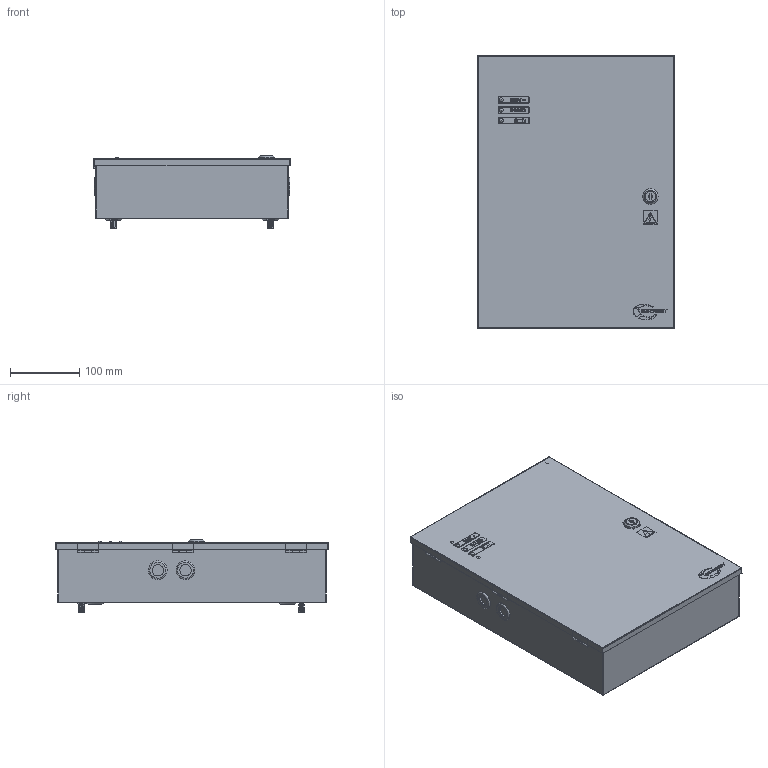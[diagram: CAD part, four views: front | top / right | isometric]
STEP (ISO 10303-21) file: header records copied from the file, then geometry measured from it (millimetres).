
FILE_DESCRIPTION (( 'STEP AP214' ), '1' );
FILE_NAME ('AD24025R.STEP', '2021-08-02T11:51:30', ( '' ), ( '' ), 'SwSTEP 2.0', 'SolidWorks 2020', '' );
FILE_SCHEMA (( 'AUTOMOTIVE_DESIGN' ));
Length unit declared in the file: millimetre
Products named in the file (22): Parte 4 Deviatore a Rotella Panasonic AM5; BOITIER AD24025R_AD24025R; CAM LOCK XL; Parte 1 Deviatore a Rotella Panasonic AM5; PCB LEDS; Mascon2; 1751400BIS_2ANG; Parte 2 Deviatore a Rotella Panasonic AM5; r6513-00_paroi 0.8mm; EP0180-LED 5MM_VERT; HB-9500_5P; 1751400BIS_1ANG; ELEC AD1205R_AD1205R; ISO 7045 - M3 x 6 - Z --- 6S_ISO 7045 - M3 x 6 - Z --- 6S; CAPOT DE PROTECTION ADCCTV1205-08; ELEC ADCCTV1205-08; EP0180-LED 5MM_ORANGE; 1751400BIS; AD24025R; User Library-20mm diameter panel hole grommet; Parte 3 Deviatore a Rotella Panasonic AM5; Deviatore a Rotella Panasonic AM5_LIBRE
Assembly tree (31 placements, depth 4):
  AD24025R
    BOITIER AD24025R_AD24025R
    ELEC AD1205R_AD1205R
      ELEC ADCCTV1205-08
      CAPOT DE PROTECTION ADCCTV1205-08
      HB-9500_5P
      Mascon2
      ISO 7045 - M3 x 6 - Z --- 6S_ISO 7045 - M3 x 6 - Z --- 6S  x2
      1751400BIS
        1751400BIS_2ANG
        1751400BIS_1ANG
    Deviatore a Rotella Panasonic AM5_LIBRE
      Parte 1 Deviatore a Rotella Panasonic AM5
      Parte 2 Deviatore a Rotella Panasonic AM5
      Parte 3 Deviatore a Rotella Panasonic AM5
      Parte 4 Deviatore a Rotella Panasonic AM5
    User Library-20mm diameter panel hole grommet  x6
    CAM LOCK XL
    EP0180-LED 5MM_VERT  x2
    EP0180-LED 5MM_ORANGE
    r6513-00_paroi 0.8mm  x4
    PCB LEDS
Bounding box: 285.3 x 395 x 105.3 mm (x, y, z)
Volume: 359390.5 mm3; surface area: 808568.5 mm2
Topology: 43 solids, 43 shells, 3504 faces, 9617 edges, 6498 vertices
Faces by surface type: plane 2087, cylinder 795, bspline 366, cone 144, torus 99, sphere 13
Entity records: 136670 total; most frequent: CARTESIAN_POINT 42106, ORIENTED_EDGE 17048, DIRECTION 14532, EDGE_CURVE 8524, VERTEX_POINT 5797, LINE 5658, VECTOR 5658, AXIS2_PLACEMENT_3D 4437
